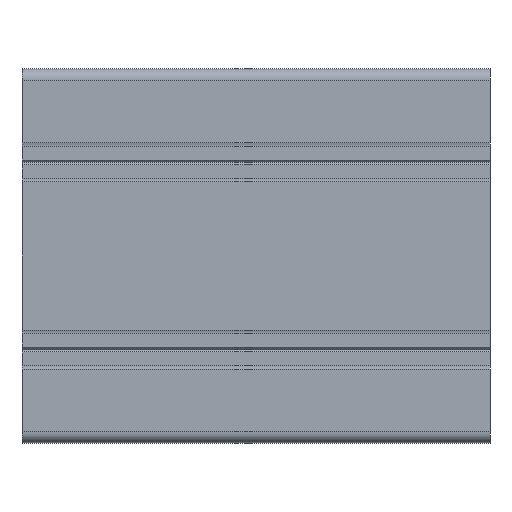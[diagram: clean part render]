
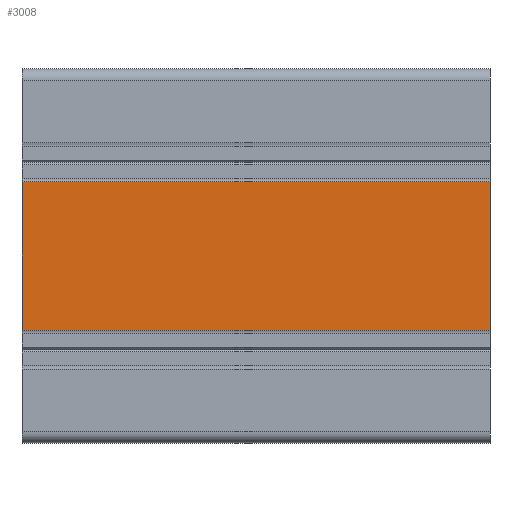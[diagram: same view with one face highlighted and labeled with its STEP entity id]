
A CAD part, front view. The second image highlights one B-rep face of the part: STEP entity #3008.
In plain terms, the highlighted planar face has unit normal (0, -1, 0).
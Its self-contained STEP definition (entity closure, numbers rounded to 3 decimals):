
#3008 = ADVANCED_FACE ( 'NONE', ( #7180 ), #7182, .F. ) ;
#4160 = EDGE_LOOP ( 'NONE', ( #4264, #4263, #4265, #4266 ) ) ;
#4263 = ORIENTED_EDGE ( 'NONE', *, *, #6718, .F. ) ;
#4264 = ORIENTED_EDGE ( 'NONE', *, *, #6721, .T. ) ;
#4265 = ORIENTED_EDGE ( 'NONE', *, *, #6716, .F. ) ;
#4266 = ORIENTED_EDGE ( 'NONE', *, *, #6723, .T. ) ;
#4963 = VERTEX_POINT ( 'NONE', #7983 ) ;
#4965 = VERTEX_POINT ( 'NONE', #7985 ) ;
#4970 = VERTEX_POINT ( 'NONE', #7990 ) ;
#4972 = VERTEX_POINT ( 'NONE', #7992 ) ;
#5872 = AXIS2_PLACEMENT_3D ( 'NONE', #7168, #7184, #7185 ) ;
#6323 = VECTOR ( 'NONE', #8124, 1000. ) ;
#6324 = VECTOR ( 'NONE', #8140, 1000. ) ;
#6326 = VECTOR ( 'NONE', #8130, 1000. ) ;
#6331 = VECTOR ( 'NONE', #8145, 1000. ) ;
#6716 = EDGE_CURVE ( 'NONE', #4965, #4963, #8108, .T. ) ;
#6718 = EDGE_CURVE ( 'NONE', #4963, #4970, #8128, .T. ) ;
#6721 = EDGE_CURVE ( 'NONE', #4972, #4970, #8117, .T. ) ;
#6723 = EDGE_CURVE ( 'NONE', #4965, #4972, #8143, .T. ) ;
#7168 = CARTESIAN_POINT ( 'NONE',  ( 100., -40., 15.849 ) ) ;
#7180 = FACE_OUTER_BOUND ( 'NONE', #4160, .T. ) ;
#7182 = PLANE ( 'NONE',  #5872 ) ;
#7184 = DIRECTION ( 'NONE',  ( 0., 1., 0. ) ) ;
#7185 = DIRECTION ( 'NONE',  ( 0., 0., 1. ) ) ;
#7983 = CARTESIAN_POINT ( 'NONE',  ( 100., -40., -15.849 ) ) ;
#7985 = CARTESIAN_POINT ( 'NONE',  ( 100., -40., 15.849 ) ) ;
#7990 = CARTESIAN_POINT ( 'NONE',  ( 0., -40., -15.849 ) ) ;
#7992 = CARTESIAN_POINT ( 'NONE',  ( 0., -40., 15.849 ) ) ;
#8108 = LINE ( 'NONE', #8123, #6323 ) ;
#8117 = LINE ( 'NONE', #8138, #6324 ) ;
#8123 = CARTESIAN_POINT ( 'NONE',  ( 100., -40., 15.849 ) ) ;
#8124 = DIRECTION ( 'NONE',  ( 0., 0., -1. ) ) ;
#8128 = LINE ( 'NONE', #8129, #6326 ) ;
#8129 = CARTESIAN_POINT ( 'NONE',  ( 100., -40., -15.849 ) ) ;
#8130 = DIRECTION ( 'NONE',  ( -1., 0., 0. ) ) ;
#8138 = CARTESIAN_POINT ( 'NONE',  ( 0., -40., 15.849 ) ) ;
#8140 = DIRECTION ( 'NONE',  ( 0., 0., -1. ) ) ;
#8143 = LINE ( 'NONE', #8144, #6331 ) ;
#8144 = CARTESIAN_POINT ( 'NONE',  ( 100., -40., 15.849 ) ) ;
#8145 = DIRECTION ( 'NONE',  ( -1., 0., 0. ) ) ;
